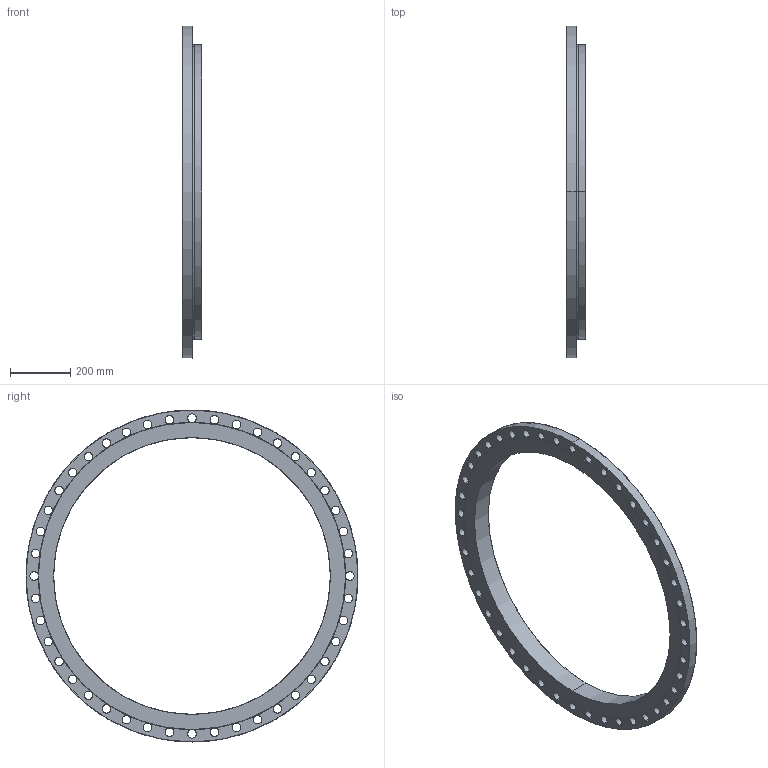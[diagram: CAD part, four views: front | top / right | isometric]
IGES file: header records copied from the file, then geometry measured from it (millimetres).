
Start section: SolidWorks IGES file using analytic representation for surfaces
Global section: file name: 36_CL75_B161_RF_SOF.IGS; native system: SolidWorks 2023; preprocessor: SolidWorks 2023; author: Ken_Snader; date: 240111.220332; units: inch
Bounding box: 65.09 x 1104.9 x 1104.9 mm (x, y, z)
Surface area: 1047972.8 mm2 (no closed solid volume)
Topology: 0 solids, 0 shells, 102 faces, 3576 edges, 3532 vertices
Faces by surface type: revolution 96, bspline 6
